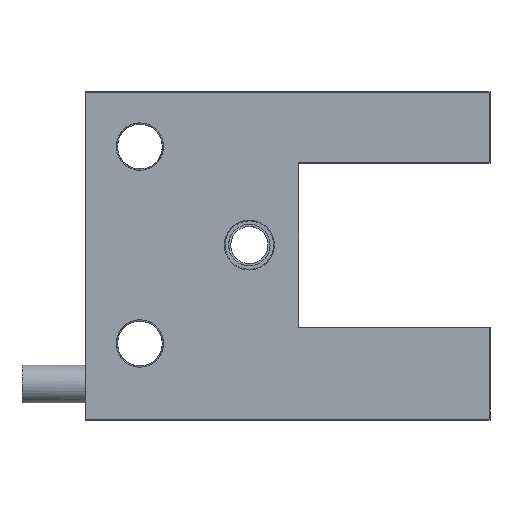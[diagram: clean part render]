
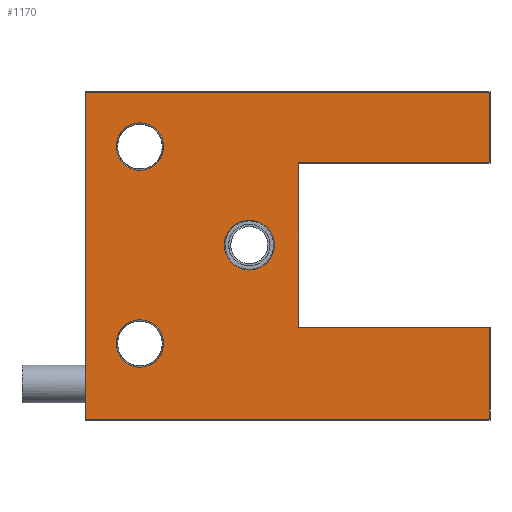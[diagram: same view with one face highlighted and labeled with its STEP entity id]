
A CAD part, top view. The second image highlights one B-rep face of the part: STEP entity #1170.
In plain terms, the highlighted planar face has unit normal (0, 0, 1).
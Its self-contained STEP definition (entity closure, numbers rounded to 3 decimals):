
#10=CARTESIAN_POINT('',(0.,2.,15.));
#20=DIRECTION('',(0.,0.,1.));
#30=DIRECTION('',(1.,0.,0.));
#40=AXIS2_PLACEMENT_3D('',#10,#20,#30);
#50=PLANE('',#40);
#60=CARTESIAN_POINT('',(28.,32.,15.));
#70=DIRECTION('',(0.,0.,1.));
#80=DIRECTION('',(0.,1.,0.));
#90=AXIS2_PLACEMENT_3D('',#60,#70,#80);
#100=CIRCLE('',#90,4.567);
#110=CARTESIAN_POINT('',(28.,36.567,15.));
#120=VERTEX_POINT('',#110);
#130=CARTESIAN_POINT('',(28.,27.433,15.));
#140=VERTEX_POINT('',#130);
#150=EDGE_CURVE('',#120,#140,#100,.T.);
#160=ORIENTED_EDGE('',*,*,#150,.F.);
#170=EDGE_CURVE('',#140,#120,#100,.T.);
#180=ORIENTED_EDGE('',*,*,#170,.F.);
#190=EDGE_LOOP('',(#180,#160));
#200=FACE_BOUND('',#190,.T.);
#210=CARTESIAN_POINT('',(8.,50.,15.));
#220=DIRECTION('',(0.,0.,1.));
#230=DIRECTION('',(1.,0.,0.));
#240=AXIS2_PLACEMENT_3D('',#210,#220,#230);
#250=CIRCLE('',#240,4.34);
#260=CARTESIAN_POINT('',(12.34,50.,15.));
#270=VERTEX_POINT('',#260);
#280=CARTESIAN_POINT('',(3.66,50.,15.));
#290=VERTEX_POINT('',#280);
#300=EDGE_CURVE('',#270,#290,#250,.T.);
#310=ORIENTED_EDGE('',*,*,#300,.F.);
#320=EDGE_CURVE('',#290,#270,#250,.T.);
#330=ORIENTED_EDGE('',*,*,#320,.F.);
#340=EDGE_LOOP('',(#330,#310));
#350=FACE_BOUND('',#340,.T.);
#360=CARTESIAN_POINT('',(8.,14.,15.));
#370=DIRECTION('',(0.,0.,1.));
#380=DIRECTION('',(1.,0.,0.));
#390=AXIS2_PLACEMENT_3D('',#360,#370,#380);
#400=CIRCLE('',#390,4.34);
#410=CARTESIAN_POINT('',(12.34,14.,15.));
#420=VERTEX_POINT('',#410);
#430=CARTESIAN_POINT('',(3.66,14.,15.));
#440=VERTEX_POINT('',#430);
#450=EDGE_CURVE('',#420,#440,#400,.T.);
#460=ORIENTED_EDGE('',*,*,#450,.F.);
#470=EDGE_CURVE('',#440,#420,#400,.T.);
#480=ORIENTED_EDGE('',*,*,#470,.F.);
#490=EDGE_LOOP('',(#480,#460));
#500=FACE_BOUND('',#490,.T.);
#510=CARTESIAN_POINT('',(71.944,0.,15.));
#520=DIRECTION('',(-0.,1.,-0.));
#530=VECTOR('',#520,1.);
#540=LINE('',#510,#530);
#550=CARTESIAN_POINT('',(71.944,0.056,15.));
#560=VERTEX_POINT('',#550);
#570=CARTESIAN_POINT('',(71.944,16.944,15.));
#580=VERTEX_POINT('',#570);
#590=EDGE_CURVE('',#560,#580,#540,.T.);
#600=ORIENTED_EDGE('',*,*,#590,.T.);
#610=CARTESIAN_POINT('',(0.,0.056,15.));
#620=DIRECTION('',(1.,0.,0.));
#630=VECTOR('',#620,1.);
#640=LINE('',#610,#630);
#650=CARTESIAN_POINT('',(-1.944,0.056,15.));
#660=VERTEX_POINT('',#650);
#670=EDGE_CURVE('',#660,#560,#640,.T.);
#680=ORIENTED_EDGE('',*,*,#670,.T.);
#690=CARTESIAN_POINT('',(-1.944,0.,15.));
#700=DIRECTION('',(-0.,-1.,0.));
#710=VECTOR('',#700,1.);
#720=LINE('',#690,#710);
#730=CARTESIAN_POINT('',(-1.944,59.944,15.));
#740=VERTEX_POINT('',#730);
#750=EDGE_CURVE('',#740,#660,#720,.T.);
#760=ORIENTED_EDGE('',*,*,#750,.T.);
#770=CARTESIAN_POINT('',(0.,59.944,15.));
#780=DIRECTION('',(-1.,-0.,0.));
#790=VECTOR('',#780,1.);
#800=LINE('',#770,#790);
#810=CARTESIAN_POINT('',(71.944,59.944,15.));
#820=VERTEX_POINT('',#810);
#830=EDGE_CURVE('',#820,#740,#800,.T.);
#840=ORIENTED_EDGE('',*,*,#830,.T.);
#850=CARTESIAN_POINT('',(71.944,0.,15.));
#860=DIRECTION('',(-0.,1.,-0.));
#870=VECTOR('',#860,1.);
#880=LINE('',#850,#870);
#890=CARTESIAN_POINT('',(71.944,47.056,15.));
#900=VERTEX_POINT('',#890);
#910=EDGE_CURVE('',#900,#820,#880,.T.);
#920=ORIENTED_EDGE('',*,*,#910,.T.);
#930=CARTESIAN_POINT('',(0.,47.056,15.));
#940=DIRECTION('',(1.,-0.,-0.));
#950=VECTOR('',#940,1.);
#960=LINE('',#930,#950);
#970=CARTESIAN_POINT('',(36.944,47.056,15.));
#980=VERTEX_POINT('',#970);
#990=EDGE_CURVE('',#980,#900,#960,.T.);
#1000=ORIENTED_EDGE('',*,*,#990,.T.);
#1010=CARTESIAN_POINT('',(36.944,0.,15.));
#1020=DIRECTION('',(-0.,1.,-0.));
#1030=VECTOR('',#1020,1.);
#1040=LINE('',#1010,#1030);
#1050=CARTESIAN_POINT('',(36.944,16.944,15.));
#1060=VERTEX_POINT('',#1050);
#1070=EDGE_CURVE('',#1060,#980,#1040,.T.);
#1080=ORIENTED_EDGE('',*,*,#1070,.T.);
#1090=CARTESIAN_POINT('',(0.,16.944,15.));
#1100=DIRECTION('',(-1.,-0.,0.));
#1110=VECTOR('',#1100,1.);
#1120=LINE('',#1090,#1110);
#1130=EDGE_CURVE('',#580,#1060,#1120,.T.);
#1140=ORIENTED_EDGE('',*,*,#1130,.T.);
#1150=EDGE_LOOP('',(#1140,#1080,#1000,#920,#840,#760,#680,#600));
#1160=FACE_OUTER_BOUND('',#1150,.T.);
#1170=ADVANCED_FACE('',(#200,#350,#500,#1160),#50,.T.);
